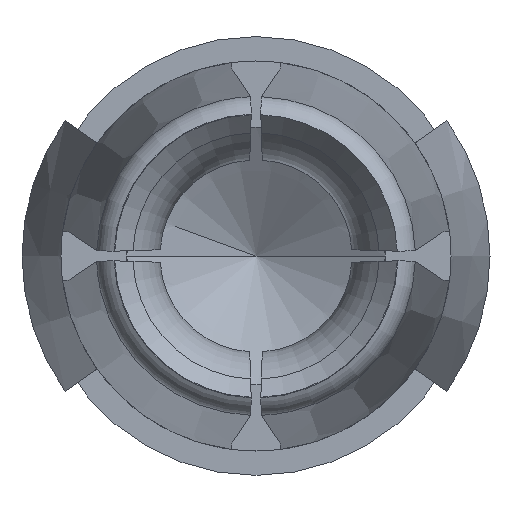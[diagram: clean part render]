
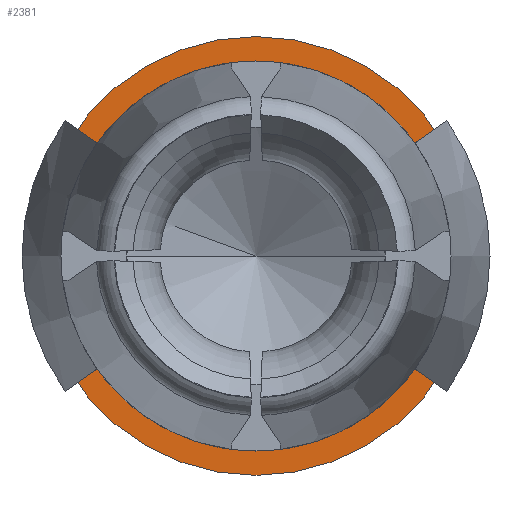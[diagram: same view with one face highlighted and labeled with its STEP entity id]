
A CAD part, front view. The second image highlights one B-rep face of the part: STEP entity #2381.
In plain terms, the highlighted planar face has unit normal (0, -1, 0).
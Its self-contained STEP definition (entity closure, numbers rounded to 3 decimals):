
#482=CARTESIAN_POINT('',(0.,18.1,0.));
#483=DIRECTION('',(0.,1.,0.));
#484=DIRECTION('',(-0.054,0.,0.999));
#485=AXIS2_PLACEMENT_3D('',#482,#483,#484);
#495=CARTESIAN_POINT('',(0.,18.1,0.));
#496=DIRECTION('',(0.,-1.,0.));
#497=DIRECTION('',(-1.,0.,0.));
#498=AXIS2_PLACEMENT_3D('',#495,#496,#497);
#500=CARTESIAN_POINT('',(0.,18.1,0.));
#501=DIRECTION('',(0.,1.,0.));
#502=DIRECTION('',(-1.,0.,0.));
#503=AXIS2_PLACEMENT_3D('',#500,#501,#502);
#505=CARTESIAN_POINT('',(0.,18.1,0.));
#506=DIRECTION('',(0.,1.,0.));
#507=DIRECTION('',(0.054,0.,0.999));
#508=AXIS2_PLACEMENT_3D('',#505,#506,#507);
#510=DIRECTION('',(0.054,0.,0.999));
#511=VECTOR('',#510,0.15);
#512=CARTESIAN_POINT('',(0.092,18.1,1.698));
#513=LINE('',#512,#511);
#514=DIRECTION('',(-0.054,0.,0.999));
#515=VECTOR('',#514,0.15);
#516=CARTESIAN_POINT('',(-0.092,18.1,1.698));
#517=LINE('',#516,#515);
#1722=CARTESIAN_POINT('',(-2.25,18.1,0.));
#1723=CARTESIAN_POINT('',(2.25,18.1,0.));
#1724=VERTEX_POINT('',#1722);
#1725=VERTEX_POINT('',#1723);
#1824=CARTESIAN_POINT('',(0.1,18.1,1.847));
#1825=CARTESIAN_POINT('',(-0.1,18.1,1.847));
#1826=VERTEX_POINT('',#1824);
#1827=VERTEX_POINT('',#1825);
#1828=CARTESIAN_POINT('',(0.092,18.1,1.698));
#1829=VERTEX_POINT('',#1828);
#1830=CARTESIAN_POINT('',(-0.092,18.1,1.698));
#1831=VERTEX_POINT('',#1830);
#2362=CARTESIAN_POINT('',(0.,18.1,0.));
#2363=DIRECTION('',(0.,-1.,0.));
#2364=DIRECTION('',(-1.,0.,0.));
#2365=AXIS2_PLACEMENT_3D('',#2362,#2363,#2364);
#2366=PLANE('',#2365);
#2368=ORIENTED_EDGE('',*,*,#2367,.F.);
#2370=ORIENTED_EDGE('',*,*,#2369,.T.);
#2371=EDGE_LOOP('',(#2368,#2370));
#2372=FACE_OUTER_BOUND('',#2371,.F.);
#2374=ORIENTED_EDGE('',*,*,#2373,.F.);
#2376=ORIENTED_EDGE('',*,*,#2375,.F.);
#2377=ORIENTED_EDGE('',*,*,#2341,.F.);
#2378=ORIENTED_EDGE('',*,*,#2353,.T.);
#2379=EDGE_LOOP('',(#2374,#2376,#2377,#2378));
#2380=FACE_BOUND('',#2379,.F.);
#486=CIRCLE('',#485,1.7);
#499=CIRCLE('',#498,2.25);
#504=CIRCLE('',#503,2.25);
#509=CIRCLE('',#508,1.85);
#2341=EDGE_CURVE('',#1831,#1829,#486,.T.);
#2353=EDGE_CURVE('',#1831,#1827,#517,.T.);
#2367=EDGE_CURVE('',#1724,#1725,#499,.T.);
#2369=EDGE_CURVE('',#1724,#1725,#504,.T.);
#2373=EDGE_CURVE('',#1826,#1827,#509,.T.);
#2375=EDGE_CURVE('',#1829,#1826,#513,.T.);
#2381=ADVANCED_FACE('',(#2372,#2380),#2366,.T.);
